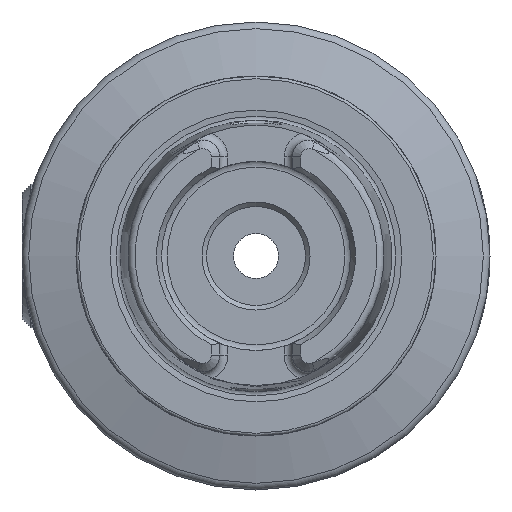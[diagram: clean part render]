
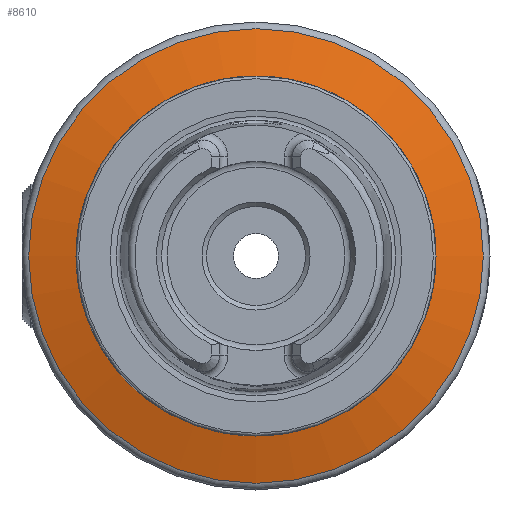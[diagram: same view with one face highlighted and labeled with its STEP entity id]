
A CAD part, left-side view. The second image highlights one B-rep face of the part: STEP entity #8610.
In plain terms, the highlighted conical face has half-angle 75 degrees and reference radius 25.259 mm.
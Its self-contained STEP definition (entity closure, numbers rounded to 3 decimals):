
#49 = ORIENTED_EDGE ( 'NONE', *, *, #7500, .T. ) ;
#55 = DIRECTION ( 'NONE',  ( 0., 0., 1. ) ) ;
#855 = DIRECTION ( 'NONE',  ( -1., 0., 0. ) ) ;
#1091 = CIRCLE ( 'NONE', #3112, 17.241 ) ;
#1548 = CARTESIAN_POINT ( 'NONE',  ( 37.347, 0., 0. ) ) ;
#2187 = DIRECTION ( 'NONE',  ( 1., 0., 0. ) ) ;
#2365 = AXIS2_PLACEMENT_3D ( 'NONE', #3660, #2187, #6720 ) ;
#2945 = EDGE_LOOP ( 'NONE', ( #9320 ) ) ;
#3112 = AXIS2_PLACEMENT_3D ( 'NONE', #4839, #4801, #8665 ) ;
#3660 = CARTESIAN_POINT ( 'NONE',  ( 37.347, 0., 0. ) ) ;
#4240 = CIRCLE ( 'NONE', #5461, 25.259 ) ;
#4801 = DIRECTION ( 'NONE',  ( -1., 0., 0. ) ) ;
#4839 = CARTESIAN_POINT ( 'NONE',  ( 35.199, 0., 0. ) ) ;
#5000 = VERTEX_POINT ( 'NONE', #8817 ) ;
#5137 = CARTESIAN_POINT ( 'NONE',  ( 35.199, 0., 17.241 ) ) ;
#5461 = AXIS2_PLACEMENT_3D ( 'NONE', #1548, #855, #55 ) ;
#6720 = DIRECTION ( 'NONE',  ( 0., 0., -1. ) ) ;
#7145 = EDGE_LOOP ( 'NONE', ( #49 ) ) ;
#7500 = EDGE_CURVE ( 'NONE', #5000, #5000, #4240, .T. ) ;
#8009 = VERTEX_POINT ( 'NONE', #5137 ) ;
#8308 = EDGE_CURVE ( 'NONE', #8009, #8009, #1091, .T. ) ;
#8610 = ADVANCED_FACE ( 'NONE', ( #9658, #9061 ), #9407, .T. ) ;
#8665 = DIRECTION ( 'NONE',  ( 0., 0., 1. ) ) ;
#8817 = CARTESIAN_POINT ( 'NONE',  ( 37.347, 0., 25.259 ) ) ;
#9061 = FACE_OUTER_BOUND ( 'NONE', #7145, .T. ) ;
#9320 = ORIENTED_EDGE ( 'NONE', *, *, #8308, .F. ) ;
#9407 = CONICAL_SURFACE ( 'NONE', #2365, 25.259, 1.309 ) ;
#9658 = FACE_BOUND ( 'NONE', #2945, .T. ) ;
